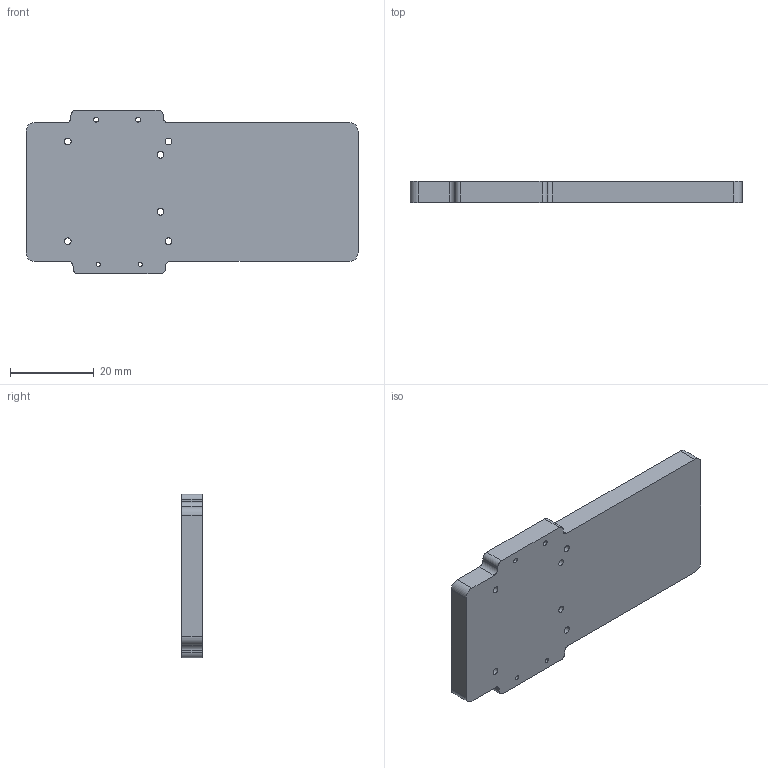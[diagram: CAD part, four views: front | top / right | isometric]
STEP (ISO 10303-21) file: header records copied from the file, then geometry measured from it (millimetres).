
FILE_DESCRIPTION(/* description */ (''),/* implementation_level */ '2;1');
FILE_NAME(/* name */ 'Base.step',/* time_stamp */ '2022-05-26T16:19:11+08:00',/* author */ (''),/* organization */ (''),/* preprocessor_version */ 'ST-DEVELOPER v19',/* originating_system */ 'Autodesk Translation Framework v11.7.0.108',/* authorisation */ '');
FILE_SCHEMA (('AUTOMOTIVE_DESIGN { 1 0 10303 214 3 1 1 }'));
Length unit declared in the file: millimetre
Products named in the file (2): Base_with_rods; base (3)
Assembly tree (1 placements, depth 2):
  Base_with_rods
    base (3)
Bounding box: 79.09 x 5 x 38.95 mm (x, y, z)
Volume: 7331 mm3; surface area: 7831.2 mm2
Topology: 1 solids, 1 shells, 66 faces, 186 edges, 124 vertices
Faces by surface type: plane 34, cylinder 32
Full cylindrical faces by diameter (mm): 1 x2, 1.2 x2, 1.623 x6, 5 x1
Entity records: 2254 total; most frequent: DIRECTION 388, CARTESIAN_POINT 379, ORIENTED_EDGE 372, EDGE_CURVE 186, AXIS2_PLACEMENT_3D 133, VERTEX_POINT 124, LINE 122, VECTOR 122
